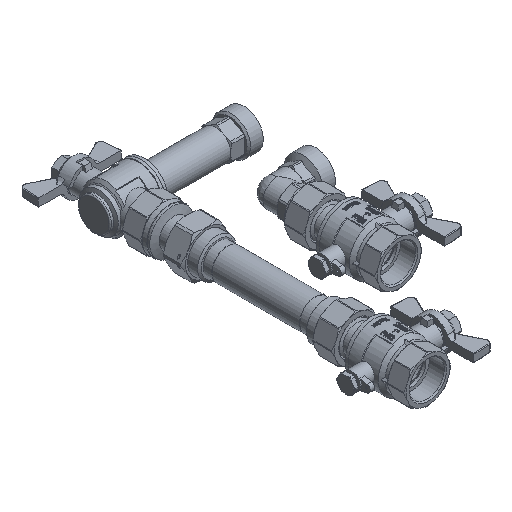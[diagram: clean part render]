
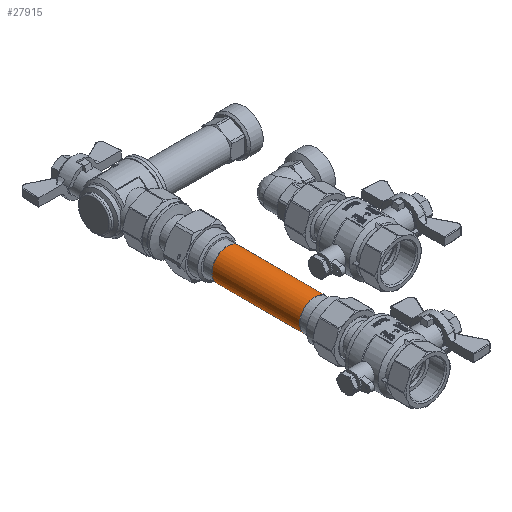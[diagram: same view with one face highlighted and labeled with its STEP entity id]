
A CAD part, isometric view. The second image highlights one B-rep face of the part: STEP entity #27915.
In plain terms, the highlighted cylindrical face has radius 13.45 mm (diameter 26.9 mm), a full revolution.
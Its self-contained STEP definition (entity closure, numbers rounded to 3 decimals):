
#6274=ORIENTED_EDGE('',*,*,#14308,.T.);
#6275=ORIENTED_EDGE('',*,*,#14309,.F.);
#14308=EDGE_CURVE('',#18325,#18325,#21057,.T.);
#14309=EDGE_CURVE('',#18326,#18326,#21058,.T.);
#18325=VERTEX_POINT('',#42397);
#18326=VERTEX_POINT('',#42399);
#21057=CIRCLE('',#29634,13.45);
#21058=CIRCLE('',#29635,13.45);
#21880=EDGE_LOOP('',(#6274));
#21881=EDGE_LOOP('',(#6275));
#23775=FACE_BOUND('',#21880,.T.);
#23776=FACE_BOUND('',#21881,.T.);
#25672=CYLINDRICAL_SURFACE('',#29633,13.45);
#27915=ADVANCED_FACE('',(#23775,#23776),#25672,.T.);
#29633=AXIS2_PLACEMENT_3D('',#42395,#33383,#33384);
#29634=AXIS2_PLACEMENT_3D('',#42396,#33385,#33386);
#29635=AXIS2_PLACEMENT_3D('',#42398,#33387,#33388);
#33383=DIRECTION('',(0.,1.,0.));
#33384=DIRECTION('',(0.,0.,1.));
#33385=DIRECTION('',(0.,1.,0.));
#33386=DIRECTION('',(1.,0.,0.));
#33387=DIRECTION('',(0.,1.,0.));
#33388=DIRECTION('',(0.,0.,-1.));
#42395=CARTESIAN_POINT('',(0.,-55.,0.));
#42396=CARTESIAN_POINT('',(0.,-38.,0.));
#42397=CARTESIAN_POINT('',(13.45,-38.,0.));
#42398=CARTESIAN_POINT('',(0.,38.,0.));
#42399=CARTESIAN_POINT('',(0.,38.,-13.45));
